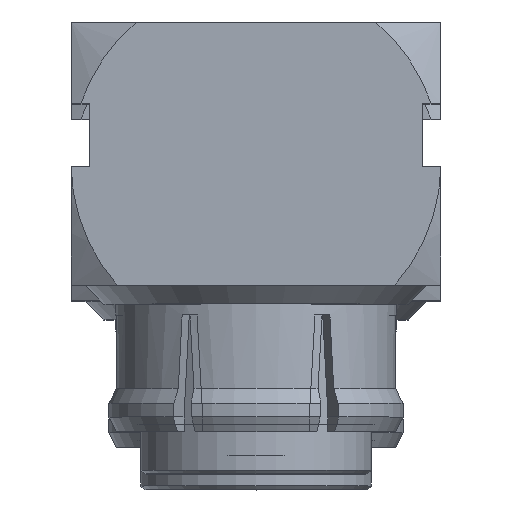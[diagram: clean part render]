
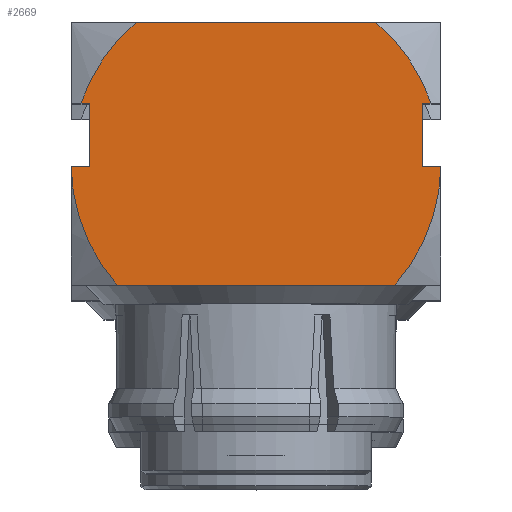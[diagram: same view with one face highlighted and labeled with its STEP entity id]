
A CAD part, top view. The second image highlights one B-rep face of the part: STEP entity #2669.
In plain terms, the highlighted face is planar.
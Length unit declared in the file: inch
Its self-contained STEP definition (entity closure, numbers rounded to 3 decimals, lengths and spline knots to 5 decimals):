
#5 = DIRECTION ( 'NONE',  ( 0., 0., 1. ) ) ;
#94 = CARTESIAN_POINT ( 'NONE',  ( -0.09843, -0.075, 0.09843 ) ) ;
#124 = EDGE_CURVE ( 'NONE', #2844, #2439, #1628, .T. ) ;
#130 = VECTOR ( 'NONE', #1106, 39.37008 ) ;
#141 = ORIENTED_EDGE ( 'NONE', *, *, #1445, .T. ) ;
#223 = CARTESIAN_POINT ( 'NONE',  ( -0.09843, 0.03169, -0.08843 ) ) ;
#277 = ORIENTED_EDGE ( 'NONE', *, *, #124, .F. ) ;
#358 = LINE ( 'NONE', #4194, #130 ) ;
#366 = ORIENTED_EDGE ( 'NONE', *, *, #580, .F. ) ;
#468 = ORIENTED_EDGE ( 'NONE', *, *, #2093, .F. ) ;
#528 = CARTESIAN_POINT ( 'NONE',  ( -0.09843, 0.03169, 0.09843 ) ) ;
#563 = VECTOR ( 'NONE', #2980, 39.37008 ) ;
#580 = EDGE_CURVE ( 'NONE', #3818, #2489, #2266, .T. ) ;
#688 = EDGE_CURVE ( 'NONE', #2542, #913, #1741, .T. ) ;
#727 = DIRECTION ( 'NONE',  ( -1., 0., 0. ) ) ;
#741 = ORIENTED_EDGE ( 'NONE', *, *, #4066, .F. ) ;
#826 = ORIENTED_EDGE ( 'NONE', *, *, #1769, .T. ) ;
#886 = CARTESIAN_POINT ( 'NONE',  ( -0.09843, 0.075, -0.06374 ) ) ;
#913 = VERTEX_POINT ( 'NONE', #886 ) ;
#928 = CARTESIAN_POINT ( 'NONE',  ( -0.09843, 0.03169, 0.09318 ) ) ;
#981 = EDGE_LOOP ( 'NONE', ( #741, #2076, #468, #141, #826, #366, #3082, #2577, #2975, #4203, #3558, #277 ) ) ;
#1106 = DIRECTION ( 'NONE',  ( 0., 0., 1. ) ) ;
#1147 = DIRECTION ( 'NONE',  ( -1., 0., 0. ) ) ;
#1191 = CIRCLE ( 'NONE', #2030, 0.09843 ) ;
#1247 = CARTESIAN_POINT ( 'NONE',  ( -0.09843, -0.075, -0.08843 ) ) ;
#1248 = CIRCLE ( 'NONE', #1881, 0.09843 ) ;
#1256 = VECTOR ( 'NONE', #1860, 39.37008 ) ;
#1310 = EDGE_CURVE ( 'NONE', #3818, #1712, #1697, .T. ) ;
#1445 = EDGE_CURVE ( 'NONE', #1555, #2012, #1248, .T. ) ;
#1454 = DIRECTION ( 'NONE',  ( 0., 0., -1. ) ) ;
#1555 = VERTEX_POINT ( 'NONE', #4312 ) ;
#1595 = LINE ( 'NONE', #528, #1256 ) ;
#1600 = DIRECTION ( 'NONE',  ( 0., 1., 0. ) ) ;
#1628 = LINE ( 'NONE', #1247, #3917 ) ;
#1697 = LINE ( 'NONE', #3066, #3528 ) ;
#1712 = VERTEX_POINT ( 'NONE', #928 ) ;
#1724 = CARTESIAN_POINT ( 'NONE',  ( -0.09843, 0.075, 0.09843 ) ) ;
#1738 = DIRECTION ( 'NONE',  ( 0., 0., 1. ) ) ;
#1741 = LINE ( 'NONE', #1724, #3561 ) ;
#1769 = EDGE_CURVE ( 'NONE', #2012, #2489, #2739, .T. ) ;
#1860 = DIRECTION ( 'NONE',  ( 0., 0., -1. ) ) ;
#1881 = AXIS2_PLACEMENT_3D ( 'NONE', #4176, #3085, #2046 ) ;
#1887 = VERTEX_POINT ( 'NONE', #1921 ) ;
#1893 = CIRCLE ( 'NONE', #3260, 0.09843 ) ;
#1894 = CARTESIAN_POINT ( 'NONE',  ( -0.09843, 0.03169, 0.08843 ) ) ;
#1921 = CARTESIAN_POINT ( 'NONE',  ( -0.09843, -0.065, -0.07391 ) ) ;
#1945 = VERTEX_POINT ( 'NONE', #3063 ) ;
#1948 = CARTESIAN_POINT ( 'NONE',  ( -0.09843, 0., 0. ) ) ;
#1976 = DIRECTION ( 'NONE',  ( -1., 0., 0. ) ) ;
#2012 = VERTEX_POINT ( 'NONE', #3776 ) ;
#2030 = AXIS2_PLACEMENT_3D ( 'NONE', #1948, #1976, #3342 ) ;
#2046 = DIRECTION ( 'NONE',  ( 0., 0., 1. ) ) ;
#2076 = ORIENTED_EDGE ( 'NONE', *, *, #2645, .T. ) ;
#2093 = EDGE_CURVE ( 'NONE', #1555, #1887, #3171, .T. ) ;
#2266 = LINE ( 'NONE', #3613, #563 ) ;
#2381 = VECTOR ( 'NONE', #3796, 39.37008 ) ;
#2427 = EDGE_CURVE ( 'NONE', #2439, #3625, #1595, .T. ) ;
#2439 = VERTEX_POINT ( 'NONE', #223 ) ;
#2489 = VERTEX_POINT ( 'NONE', #2573 ) ;
#2499 = DIRECTION ( 'NONE',  ( 0., 0., 1. ) ) ;
#2502 = EDGE_CURVE ( 'NONE', #913, #3625, #3109, .T. ) ;
#2542 = VERTEX_POINT ( 'NONE', #4387 ) ;
#2573 = CARTESIAN_POINT ( 'NONE',  ( -0.09843, -0.00177, 0.08843 ) ) ;
#2577 = ORIENTED_EDGE ( 'NONE', *, *, #2773, .T. ) ;
#2645 = EDGE_CURVE ( 'NONE', #1945, #1887, #1191, .T. ) ;
#2669 = ADVANCED_FACE ( 'NONE', ( #3313 ), #4183, .F. ) ;
#2673 = CARTESIAN_POINT ( 'NONE',  ( -0.09843, -0.00177, -0.08843 ) ) ;
#2703 = DIRECTION ( 'NONE',  ( 0., 0., -1. ) ) ;
#2739 = LINE ( 'NONE', #2766, #2381 ) ;
#2766 = CARTESIAN_POINT ( 'NONE',  ( -0.09843, -0.00177, 0.09843 ) ) ;
#2773 = EDGE_CURVE ( 'NONE', #1712, #2542, #1893, .T. ) ;
#2844 = VERTEX_POINT ( 'NONE', #2673 ) ;
#2975 = ORIENTED_EDGE ( 'NONE', *, *, #688, .T. ) ;
#2980 = DIRECTION ( 'NONE',  ( 0., -1., 0. ) ) ;
#3063 = CARTESIAN_POINT ( 'NONE',  ( -0.09842, -0.00177, -0.09842 ) ) ;
#3066 = CARTESIAN_POINT ( 'NONE',  ( -0.09843, 0.03169, 0.09843 ) ) ;
#3082 = ORIENTED_EDGE ( 'NONE', *, *, #1310, .T. ) ;
#3085 = DIRECTION ( 'NONE',  ( -1., 0., 0. ) ) ;
#3109 = CIRCLE ( 'NONE', #3682, 0.09843 ) ;
#3171 = LINE ( 'NONE', #4171, #3674 ) ;
#3172 = CARTESIAN_POINT ( 'NONE',  ( -0.09843, 0.03169, -0.09318 ) ) ;
#3260 = AXIS2_PLACEMENT_3D ( 'NONE', #3471, #727, #1738 ) ;
#3313 = FACE_OUTER_BOUND ( 'NONE', #981, .T. ) ;
#3326 = AXIS2_PLACEMENT_3D ( 'NONE', #94, #3495, #1454 ) ;
#3342 = DIRECTION ( 'NONE',  ( 0., 0., 1. ) ) ;
#3471 = CARTESIAN_POINT ( 'NONE',  ( -0.09843, 0., 0. ) ) ;
#3487 = DIRECTION ( 'NONE',  ( 0., 0., -1. ) ) ;
#3495 = DIRECTION ( 'NONE',  ( 1., 0., 0. ) ) ;
#3528 = VECTOR ( 'NONE', #5, 39.37008 ) ;
#3558 = ORIENTED_EDGE ( 'NONE', *, *, #2427, .F. ) ;
#3561 = VECTOR ( 'NONE', #2703, 39.37008 ) ;
#3613 = CARTESIAN_POINT ( 'NONE',  ( -0.09843, -0.075, 0.08843 ) ) ;
#3625 = VERTEX_POINT ( 'NONE', #3172 ) ;
#3674 = VECTOR ( 'NONE', #3487, 39.37008 ) ;
#3682 = AXIS2_PLACEMENT_3D ( 'NONE', #4215, #1147, #2499 ) ;
#3776 = CARTESIAN_POINT ( 'NONE',  ( -0.09842, -0.00177, 0.09842 ) ) ;
#3796 = DIRECTION ( 'NONE',  ( 0., 0., -1. ) ) ;
#3818 = VERTEX_POINT ( 'NONE', #1894 ) ;
#3917 = VECTOR ( 'NONE', #1600, 39.37008 ) ;
#4066 = EDGE_CURVE ( 'NONE', #1945, #2844, #358, .T. ) ;
#4171 = CARTESIAN_POINT ( 'NONE',  ( -0.09843, -0.065, 0.09843 ) ) ;
#4176 = CARTESIAN_POINT ( 'NONE',  ( -0.09843, 0., 0. ) ) ;
#4183 = PLANE ( 'NONE',  #3326 ) ;
#4194 = CARTESIAN_POINT ( 'NONE',  ( -0.09843, -0.00177, 0.09843 ) ) ;
#4203 = ORIENTED_EDGE ( 'NONE', *, *, #2502, .T. ) ;
#4215 = CARTESIAN_POINT ( 'NONE',  ( -0.09843, 0., 0. ) ) ;
#4312 = CARTESIAN_POINT ( 'NONE',  ( -0.09843, -0.065, 0.07391 ) ) ;
#4387 = CARTESIAN_POINT ( 'NONE',  ( -0.09843, 0.075, 0.06374 ) ) ;
